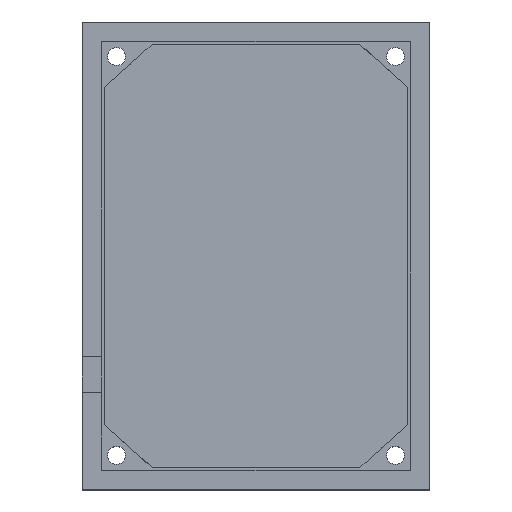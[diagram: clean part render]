
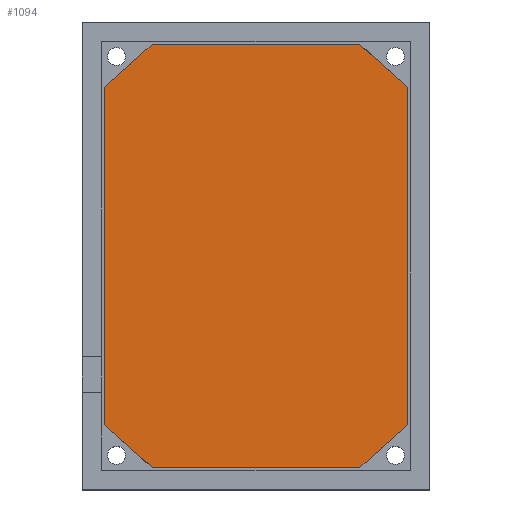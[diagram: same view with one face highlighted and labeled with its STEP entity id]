
A CAD part, top view. The second image highlights one B-rep face of the part: STEP entity #1094.
In plain terms, the highlighted planar face has unit normal (0, 0, 1).
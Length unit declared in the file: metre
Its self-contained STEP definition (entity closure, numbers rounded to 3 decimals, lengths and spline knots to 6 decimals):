
#156=ORIENTED_EDGE('',*,*,#427,.F.);
#157=ORIENTED_EDGE('',*,*,#428,.F.);
#158=ORIENTED_EDGE('',*,*,#418,.F.);
#159=ORIENTED_EDGE('',*,*,#351,.F.);
#160=ORIENTED_EDGE('',*,*,#421,.T.);
#161=ORIENTED_EDGE('',*,*,#339,.F.);
#162=ORIENTED_EDGE('',*,*,#423,.F.);
#163=ORIENTED_EDGE('',*,*,#429,.F.);
#164=ORIENTED_EDGE('',*,*,#430,.F.);
#165=ORIENTED_EDGE('',*,*,#424,.F.);
#166=ORIENTED_EDGE('',*,*,#342,.T.);
#167=ORIENTED_EDGE('',*,*,#415,.T.);
#168=ORIENTED_EDGE('',*,*,#346,.T.);
#169=ORIENTED_EDGE('',*,*,#417,.F.);
#339=EDGE_CURVE('',#491,#488,#595,.T.);
#342=EDGE_CURVE('',#495,#494,#598,.T.);
#346=EDGE_CURVE('',#499,#498,#602,.T.);
#351=EDGE_CURVE('',#503,#500,#607,.T.);
#415=EDGE_CURVE('',#494,#499,#663,.T.);
#417=EDGE_CURVE('',#558,#498,#665,.T.);
#418=EDGE_CURVE('',#500,#560,#666,.T.);
#421=EDGE_CURVE('',#503,#488,#669,.T.);
#423=EDGE_CURVE('',#562,#491,#671,.T.);
#424=EDGE_CURVE('',#495,#564,#672,.T.);
#427=EDGE_CURVE('',#566,#558,#675,.T.);
#428=EDGE_CURVE('',#560,#566,#676,.T.);
#429=EDGE_CURVE('',#567,#562,#677,.T.);
#430=EDGE_CURVE('',#564,#567,#678,.T.);
#488=VERTEX_POINT('',#1481);
#491=VERTEX_POINT('',#1486);
#494=VERTEX_POINT('',#1493);
#495=VERTEX_POINT('',#1495);
#498=VERTEX_POINT('',#1502);
#499=VERTEX_POINT('',#1504);
#500=VERTEX_POINT('',#1508);
#503=VERTEX_POINT('',#1513);
#558=VERTEX_POINT('',#1647);
#560=VERTEX_POINT('',#1651);
#562=VERTEX_POINT('',#1659);
#564=VERTEX_POINT('',#1663);
#566=VERTEX_POINT('',#1669);
#567=VERTEX_POINT('',#1672);
#595=LINE('',#1487,#739);
#598=LINE('',#1494,#742);
#602=LINE('',#1503,#746);
#607=LINE('',#1514,#751);
#663=LINE('',#1644,#807);
#665=LINE('',#1649,#809);
#666=LINE('',#1650,#810);
#669=LINE('',#1656,#813);
#671=LINE('',#1661,#815);
#672=LINE('',#1662,#816);
#675=LINE('',#1668,#819);
#676=LINE('',#1670,#820);
#677=LINE('',#1671,#821);
#678=LINE('',#1673,#822);
#739=VECTOR('',#1213,1.);
#742=VECTOR('',#1218,1.);
#746=VECTOR('',#1224,1.);
#751=VECTOR('',#1231,1.);
#807=VECTOR('',#1327,1.);
#809=VECTOR('',#1331,1.);
#810=VECTOR('',#1332,1.);
#813=VECTOR('',#1337,1.);
#815=VECTOR('',#1341,1.);
#816=VECTOR('',#1342,1.);
#819=VECTOR('',#1347,1.);
#820=VECTOR('',#1348,1.);
#821=VECTOR('',#1349,1.);
#822=VECTOR('',#1350,1.);
#912=EDGE_LOOP('',(#156,#157,#158,#159,#160,#161,#162,#163,#164,#165,#166,
#167,#168,#169));
#984=FACE_BOUND('',#912,.T.);
#1039=PLANE('',#1170);
#1094=ADVANCED_FACE('',(#984),#1039,.T.);
#1170=AXIS2_PLACEMENT_3D('',#1667,#1345,#1346);
#1213=DIRECTION('',(0.,-1.,0.));
#1218=DIRECTION('',(-1.,0.,0.));
#1224=DIRECTION('',(0.,-1.,0.));
#1231=DIRECTION('',(-1.,0.,0.));
#1327=DIRECTION('',(-0.744,-0.668,0.));
#1331=DIRECTION('',(-0.744,0.668,0.));
#1332=DIRECTION('',(-0.744,0.668,0.));
#1337=DIRECTION('',(0.744,0.668,0.));
#1341=DIRECTION('',(0.744,-0.668,0.));
#1342=DIRECTION('',(0.744,-0.668,0.));
#1345=DIRECTION('',(0.,0.,1.));
#1346=DIRECTION('',(1.,0.,0.));
#1347=DIRECTION('',(-0.87,0.492,0.));
#1348=DIRECTION('',(-0.009,1.,0.));
#1349=DIRECTION('',(0.87,-0.492,0.));
#1350=DIRECTION('',(0.009,-1.,0.));
#1481=CARTESIAN_POINT('',(0.02525,-0.028139,0.0025));
#1486=CARTESIAN_POINT('',(0.02525,0.028139,0.0025));
#1487=CARTESIAN_POINT('',(0.02525,0.,0.0025));
#1493=CARTESIAN_POINT('',(-0.01733,0.03525,0.0025));
#1494=CARTESIAN_POINT('',(0.,0.03525,0.0025));
#1495=CARTESIAN_POINT('',(0.01733,0.03525,0.0025));
#1502=CARTESIAN_POINT('',(-0.02525,-0.028139,0.0025));
#1503=CARTESIAN_POINT('',(-0.02525,0.,0.0025));
#1504=CARTESIAN_POINT('',(-0.02525,0.028139,0.0025));
#1508=CARTESIAN_POINT('',(-0.01733,-0.03525,0.0025));
#1513=CARTESIAN_POINT('',(0.01733,-0.03525,0.0025));
#1514=CARTESIAN_POINT('',(0.,-0.03525,0.0025));
#1644=CARTESIAN_POINT('',(-0.02129,0.031694,0.0025));
#1647=CARTESIAN_POINT('',(-0.021057,-0.031903,0.0025));
#1649=CARTESIAN_POINT('',(-0.02129,-0.031694,0.0025));
#1650=CARTESIAN_POINT('',(-0.02129,-0.031694,0.0025));
#1651=CARTESIAN_POINT('',(-0.02101,-0.031946,0.0025));
#1656=CARTESIAN_POINT('',(0.02129,-0.031694,0.0025));
#1659=CARTESIAN_POINT('',(0.021057,0.031904,0.0025));
#1661=CARTESIAN_POINT('',(0.02129,0.031694,0.0025));
#1662=CARTESIAN_POINT('',(0.02129,0.031694,0.0025));
#1663=CARTESIAN_POINT('',(0.02101,0.031946,0.0025));
#1667=CARTESIAN_POINT('',(0.,0.,0.0025));
#1668=CARTESIAN_POINT('',(-0.018773,-0.033195,0.0025));
#1669=CARTESIAN_POINT('',(-0.02101,-0.03193,0.0025));
#1670=CARTESIAN_POINT('',(-0.021292,-0.000189,0.0025));
#1671=CARTESIAN_POINT('',(0.018776,0.033194,0.0025));
#1672=CARTESIAN_POINT('',(0.02101,0.03193,0.0025));
#1673=CARTESIAN_POINT('',(0.02129,0.000188,0.0025));
